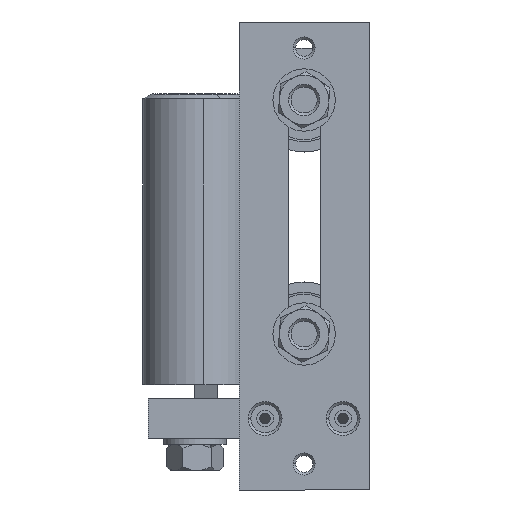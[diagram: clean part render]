
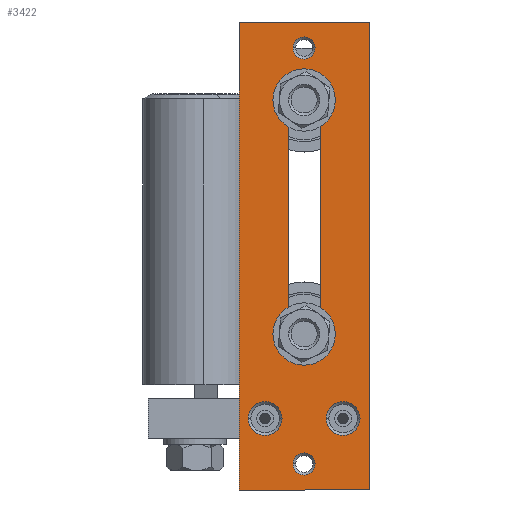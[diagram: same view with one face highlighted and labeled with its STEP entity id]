
A CAD part, front view. The second image highlights one B-rep face of the part: STEP entity #3422.
In plain terms, the highlighted planar face has unit normal (0, -1, 0).
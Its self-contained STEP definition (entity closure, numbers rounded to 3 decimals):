
#117 = CIRCLE ( 'NONE', #3779, 6.5 ) ;
#119 = VECTOR ( 'NONE', #3268, 1000. ) ;
#124 = CIRCLE ( 'NONE', #3739, 4.25 ) ;
#125 = LINE ( 'NONE', #3264, #119 ) ;
#128 = CIRCLE ( 'NONE', #3752, 6.15 ) ;
#148 = CIRCLE ( 'NONE', #3754, 6.15 ) ;
#152 = CIRCLE ( 'NONE', #3817, 4.25 ) ;
#247 = CIRCLE ( 'NONE', #3822, 6.5 ) ;
#264 = CIRCLE ( 'NONE', #3731, 6.5 ) ;
#500 = CIRCLE ( 'NONE', #3707, 4.25 ) ;
#737 = FACE_OUTER_BOUND ( 'NONE', #6244, .T. ) ;
#747 = FACE_BOUND ( 'NONE', #6243, .T. ) ;
#749 = FACE_BOUND ( 'NONE', #6227, .T. ) ;
#756 = FACE_BOUND ( 'NONE', #6235, .T. ) ;
#759 = FACE_BOUND ( 'NONE', #6205, .T. ) ;
#763 = FACE_BOUND ( 'NONE', #6241, .T. ) ;
#859 = VECTOR ( 'NONE', #6887, 1000. ) ;
#861 = LINE ( 'NONE', #6886, #859 ) ;
#867 = VECTOR ( 'NONE', #6871, 1000. ) ;
#871 = LINE ( 'NONE', #6875, #867 ) ;
#877 = CIRCLE ( 'NONE', #3787, 4.25 ) ;
#889 = VECTOR ( 'NONE', #1711, 1000. ) ;
#892 = LINE ( 'NONE', #3408, #889 ) ;
#902 = VECTOR ( 'NONE', #3392, 1000. ) ;
#907 = LINE ( 'NONE', #3380, #902 ) ;
#908 = VECTOR ( 'NONE', #3386, 1000. ) ;
#911 = LINE ( 'NONE', #3385, #908 ) ;
#962 = CIRCLE ( 'NONE', #3769, 6.5 ) ;
#1590 = CARTESIAN_POINT ( 'NONE',  ( 45., -15., 7.5 ) ) ;
#1591 = DIRECTION ( 'NONE',  ( 0., 1., 0. ) ) ;
#1592 = DIRECTION ( 'NONE',  ( 1., 0., 0. ) ) ;
#1620 = CARTESIAN_POINT ( 'NONE',  ( 75., -15., 7.5 ) ) ;
#1621 = DIRECTION ( 'NONE',  ( 0., 1., 0. ) ) ;
#1622 = DIRECTION ( 'NONE',  ( 1., 0., 0. ) ) ;
#1711 = DIRECTION ( 'NONE',  ( 0., 0., -1. ) ) ;
#1868 = DIRECTION ( 'NONE',  ( 0., -1., 0. ) ) ;
#1870 = PLANE ( 'NONE',  #4006 ) ;
#1872 = CARTESIAN_POINT ( 'NONE',  ( 85., -15., 160. ) ) ;
#1874 = DIRECTION ( 'NONE',  ( 1., 0., 0. ) ) ;
#2820 = CARTESIAN_POINT ( 'NONE',  ( 60., -15., 150. ) ) ;
#2821 = DIRECTION ( 'NONE',  ( 0., 1., 0. ) ) ;
#2822 = DIRECTION ( 'NONE',  ( 1., 0., 0. ) ) ;
#3239 = CARTESIAN_POINT ( 'NONE',  ( 60., -15., -10. ) ) ;
#3240 = DIRECTION ( 'NONE',  ( 0., 1., 0. ) ) ;
#3241 = DIRECTION ( 'NONE',  ( 1., 0., 0. ) ) ;
#3242 = CARTESIAN_POINT ( 'NONE',  ( 45., -15., 7.5 ) ) ;
#3243 = DIRECTION ( 'NONE',  ( 0., 1., 0. ) ) ;
#3244 = DIRECTION ( 'NONE',  ( 1., 0., 0. ) ) ;
#3245 = CARTESIAN_POINT ( 'NONE',  ( 60., -15., 40. ) ) ;
#3246 = DIRECTION ( 'NONE',  ( 0., 1., 0. ) ) ;
#3247 = DIRECTION ( 'NONE',  ( -1., 0., 0. ) ) ;
#3248 = CARTESIAN_POINT ( 'NONE',  ( 60., -15., 130. ) ) ;
#3249 = DIRECTION ( 'NONE',  ( 0., 1., 0. ) ) ;
#3250 = DIRECTION ( 'NONE',  ( -1., 0., 0. ) ) ;
#3264 = CARTESIAN_POINT ( 'NONE',  ( 85., -15., 160. ) ) ;
#3268 = DIRECTION ( 'NONE',  ( 1., 0., 0. ) ) ;
#3273 = CARTESIAN_POINT ( 'NONE',  ( 60., -15., 150. ) ) ;
#3274 = DIRECTION ( 'NONE',  ( 0., 1., 0. ) ) ;
#3275 = DIRECTION ( 'NONE',  ( 1., 0., 0. ) ) ;
#3297 = CARTESIAN_POINT ( 'NONE',  ( 75., -15., 7.5 ) ) ;
#3298 = DIRECTION ( 'NONE',  ( 0., 1., 0. ) ) ;
#3299 = DIRECTION ( 'NONE',  ( 1., 0., 0. ) ) ;
#3380 = CARTESIAN_POINT ( 'NONE',  ( 53.85, -15., 40. ) ) ;
#3385 = CARTESIAN_POINT ( 'NONE',  ( 85., -15., -20. ) ) ;
#3386 = DIRECTION ( 'NONE',  ( -1., 0., 0. ) ) ;
#3392 = DIRECTION ( 'NONE',  ( 0., 0., 1. ) ) ;
#3408 = CARTESIAN_POINT ( 'NONE',  ( 66.15, -15., 40. ) ) ;
#3422 = ADVANCED_FACE ( 'NONE', ( #759, #756, #747, #763, #737, #749 ), #1870, .T. ) ;
#3707 = AXIS2_PLACEMENT_3D ( 'NONE', #2820, #2821, #2822 ) ;
#3731 = AXIS2_PLACEMENT_3D ( 'NONE', #1590, #1591, #1592 ) ;
#3739 = AXIS2_PLACEMENT_3D ( 'NONE', #3273, #3274, #3275 ) ;
#3752 = AXIS2_PLACEMENT_3D ( 'NONE', #3248, #3249, #3250 ) ;
#3754 = AXIS2_PLACEMENT_3D ( 'NONE', #3245, #3246, #3247 ) ;
#3769 = AXIS2_PLACEMENT_3D ( 'NONE', #3297, #3298, #3299 ) ;
#3779 = AXIS2_PLACEMENT_3D ( 'NONE', #3242, #3243, #3244 ) ;
#3787 = AXIS2_PLACEMENT_3D ( 'NONE', #6858, #6859, #6860 ) ;
#3817 = AXIS2_PLACEMENT_3D ( 'NONE', #3239, #3240, #3241 ) ;
#3822 = AXIS2_PLACEMENT_3D ( 'NONE', #1620, #1621, #1622 ) ;
#4006 = AXIS2_PLACEMENT_3D ( 'NONE', #1872, #1868, #1874 ) ;
#4180 = EDGE_CURVE ( 'NONE', #4911, #5096, #500, .T. ) ;
#4431 = EDGE_CURVE ( 'NONE', #4930, #5043, #264, .T. ) ;
#4441 = EDGE_CURVE ( 'NONE', #4932, #4881, #247, .T. ) ;
#4489 = EDGE_CURVE ( 'NONE', #5395, #5356, #152, .T. ) ;
#4491 = EDGE_CURVE ( 'NONE', #5043, #4930, #117, .T. ) ;
#4492 = EDGE_CURVE ( 'NONE', #5292, #4917, #148, .T. ) ;
#4493 = EDGE_CURVE ( 'NONE', #5042, #5084, #128, .T. ) ;
#4500 = EDGE_CURVE ( 'NONE', #5305, #4903, #125, .T. ) ;
#4503 = EDGE_CURVE ( 'NONE', #5096, #4911, #124, .T. ) ;
#4511 = EDGE_CURVE ( 'NONE', #4881, #4932, #962, .T. ) ;
#4546 = EDGE_CURVE ( 'NONE', #5406, #4967, #911, .T. ) ;
#4549 = EDGE_CURVE ( 'NONE', #4917, #5042, #907, .T. ) ;
#4557 = EDGE_CURVE ( 'NONE', #5084, #5292, #892, .T. ) ;
#4566 = EDGE_CURVE ( 'NONE', #5356, #5395, #877, .T. ) ;
#4573 = EDGE_CURVE ( 'NONE', #4967, #5305, #871, .T. ) ;
#4579 = EDGE_CURVE ( 'NONE', #4903, #5406, #861, .T. ) ;
#4616 = CARTESIAN_POINT ( 'NONE',  ( 55.75, -15., 150. ) ) ;
#4746 = CARTESIAN_POINT ( 'NONE',  ( 66.15, -15., 40. ) ) ;
#4758 = CARTESIAN_POINT ( 'NONE',  ( 35., -15., 160. ) ) ;
#4796 = CARTESIAN_POINT ( 'NONE',  ( 55.75, -15., -10. ) ) ;
#4820 = CARTESIAN_POINT ( 'NONE',  ( 64.25, -15., -10. ) ) ;
#4832 = CARTESIAN_POINT ( 'NONE',  ( 85., -15., -20. ) ) ;
#4881 = VERTEX_POINT ( 'NONE', #6976 ) ;
#4895 = ORIENTED_EDGE ( 'NONE', *, *, #4180, .T. ) ;
#4896 = ORIENTED_EDGE ( 'NONE', *, *, #4489, .T. ) ;
#4903 = VERTEX_POINT ( 'NONE', #6982 ) ;
#4911 = VERTEX_POINT ( 'NONE', #6990 ) ;
#4914 = ORIENTED_EDGE ( 'NONE', *, *, #4579, .F. ) ;
#4917 = VERTEX_POINT ( 'NONE', #6991 ) ;
#4930 = VERTEX_POINT ( 'NONE', #6996 ) ;
#4932 = VERTEX_POINT ( 'NONE', #6992 ) ;
#4967 = VERTEX_POINT ( 'NONE', #7014 ) ;
#4983 = ORIENTED_EDGE ( 'NONE', *, *, #4511, .T. ) ;
#5042 = VERTEX_POINT ( 'NONE', #7065 ) ;
#5043 = VERTEX_POINT ( 'NONE', #7057 ) ;
#5084 = VERTEX_POINT ( 'NONE', #7092 ) ;
#5096 = VERTEX_POINT ( 'NONE', #4616 ) ;
#5112 = ORIENTED_EDGE ( 'NONE', *, *, #4566, .T. ) ;
#5113 = ORIENTED_EDGE ( 'NONE', *, *, #4503, .T. ) ;
#5130 = ORIENTED_EDGE ( 'NONE', *, *, #4441, .T. ) ;
#5134 = ORIENTED_EDGE ( 'NONE', *, *, #4491, .T. ) ;
#5164 = ORIENTED_EDGE ( 'NONE', *, *, #4431, .T. ) ;
#5292 = VERTEX_POINT ( 'NONE', #4746 ) ;
#5305 = VERTEX_POINT ( 'NONE', #4758 ) ;
#5356 = VERTEX_POINT ( 'NONE', #4796 ) ;
#5395 = VERTEX_POINT ( 'NONE', #4820 ) ;
#5406 = VERTEX_POINT ( 'NONE', #4832 ) ;
#6066 = ORIENTED_EDGE ( 'NONE', *, *, #4493, .T. ) ;
#6070 = ORIENTED_EDGE ( 'NONE', *, *, #4549, .T. ) ;
#6074 = ORIENTED_EDGE ( 'NONE', *, *, #4492, .T. ) ;
#6076 = ORIENTED_EDGE ( 'NONE', *, *, #4557, .T. ) ;
#6078 = ORIENTED_EDGE ( 'NONE', *, *, #4546, .F. ) ;
#6080 = ORIENTED_EDGE ( 'NONE', *, *, #4573, .F. ) ;
#6082 = ORIENTED_EDGE ( 'NONE', *, *, #4500, .F. ) ;
#6205 = EDGE_LOOP ( 'NONE', ( #5164, #5134 ) ) ;
#6227 = EDGE_LOOP ( 'NONE', ( #6076, #6074, #6070, #6066 ) ) ;
#6235 = EDGE_LOOP ( 'NONE', ( #5130, #4983 ) ) ;
#6241 = EDGE_LOOP ( 'NONE', ( #4896, #5112 ) ) ;
#6243 = EDGE_LOOP ( 'NONE', ( #4895, #5113 ) ) ;
#6244 = EDGE_LOOP ( 'NONE', ( #4914, #6082, #6080, #6078 ) ) ;
#6858 = CARTESIAN_POINT ( 'NONE',  ( 60., -15., -10. ) ) ;
#6859 = DIRECTION ( 'NONE',  ( 0., 1., 0. ) ) ;
#6860 = DIRECTION ( 'NONE',  ( 1., 0., 0. ) ) ;
#6871 = DIRECTION ( 'NONE',  ( 0., 0., 1. ) ) ;
#6875 = CARTESIAN_POINT ( 'NONE',  ( 35., -15., -20. ) ) ;
#6886 = CARTESIAN_POINT ( 'NONE',  ( 85., -15., -20. ) ) ;
#6887 = DIRECTION ( 'NONE',  ( 0., 0., -1. ) ) ;
#6976 = CARTESIAN_POINT ( 'NONE',  ( 68.5, -15., 7.5 ) ) ;
#6982 = CARTESIAN_POINT ( 'NONE',  ( 85., -15., 160. ) ) ;
#6990 = CARTESIAN_POINT ( 'NONE',  ( 64.25, -15., 150. ) ) ;
#6991 = CARTESIAN_POINT ( 'NONE',  ( 53.85, -15., 40. ) ) ;
#6992 = CARTESIAN_POINT ( 'NONE',  ( 81.5, -15., 7.5 ) ) ;
#6996 = CARTESIAN_POINT ( 'NONE',  ( 51.5, -15., 7.5 ) ) ;
#7014 = CARTESIAN_POINT ( 'NONE',  ( 35., -15., -20. ) ) ;
#7057 = CARTESIAN_POINT ( 'NONE',  ( 38.5, -15., 7.5 ) ) ;
#7065 = CARTESIAN_POINT ( 'NONE',  ( 53.85, -15., 130. ) ) ;
#7092 = CARTESIAN_POINT ( 'NONE',  ( 66.15, -15., 130. ) ) ;
